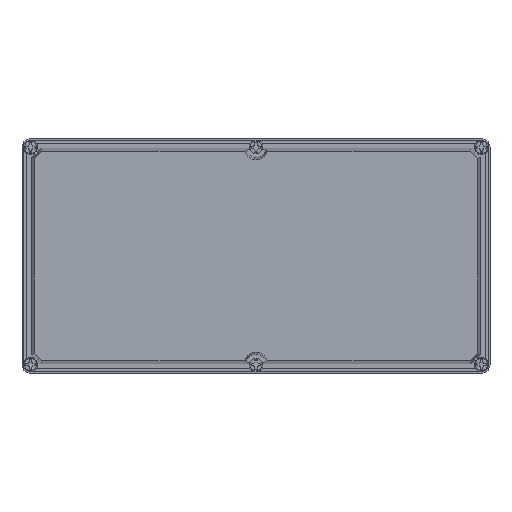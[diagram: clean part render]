
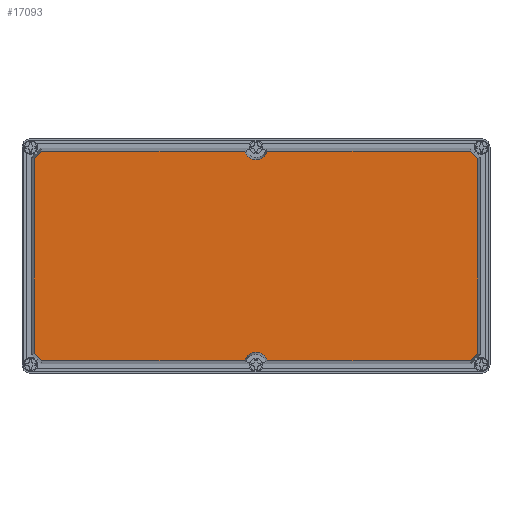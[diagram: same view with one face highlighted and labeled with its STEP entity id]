
A CAD part, top view. The second image highlights one B-rep face of the part: STEP entity #17093.
In plain terms, the highlighted planar face has unit normal (0, 0, 1).
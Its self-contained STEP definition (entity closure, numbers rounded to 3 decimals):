
#15771=AXIS2_PLACEMENT_3D('Circle Axis2P3D',#15769,#15770,$) ;
#17016=AXIS2_PLACEMENT_3D('Plane Axis2P3D',#17013,#17014,#17015) ;
#17020=AXIS2_PLACEMENT_3D('Circle Axis2P3D',#17018,#17019,$) ;
#15493=CARTESIAN_POINT('Line Origine',(447.144,286.057,209.)) ;
#15497=CARTESIAN_POINT('Vertex',(577.578,286.057,209.)) ;
#15499=CARTESIAN_POINT('Vertex',(316.71,286.057,209.)) ;
#15731=CARTESIAN_POINT('Vertex',(25.422,286.057,209.)) ;
#15734=CARTESIAN_POINT('Line Origine',(155.856,286.057,209.)) ;
#15738=CARTESIAN_POINT('Vertex',(286.29,286.057,209.)) ;
#15769=CARTESIAN_POINT('Axis2P3D Location',(301.5,291.,209.)) ;
#17013=CARTESIAN_POINT('Axis2P3D Location',(301.5,151.,209.)) ;
#17018=CARTESIAN_POINT('Axis2P3D Location',(301.5,11.,209.)) ;
#17022=CARTESIAN_POINT('Vertex',(316.71,15.943,209.)) ;
#17024=CARTESIAN_POINT('Vertex',(286.29,15.943,209.)) ;
#17027=CARTESIAN_POINT('Line Origine',(447.144,15.943,209.)) ;
#17031=CARTESIAN_POINT('Vertex',(577.578,15.943,209.)) ;
#17034=CARTESIAN_POINT('Line Origine',(582.318,20.682,209.)) ;
#17038=CARTESIAN_POINT('Vertex',(587.057,25.422,209.)) ;
#17041=CARTESIAN_POINT('Line Origine',(587.057,151.,209.)) ;
#17045=CARTESIAN_POINT('Vertex',(587.057,276.578,209.)) ;
#17048=CARTESIAN_POINT('Line Origine',(582.318,281.318,209.)) ;
#17053=CARTESIAN_POINT('Line Origine',(20.682,281.318,209.)) ;
#17057=CARTESIAN_POINT('Vertex',(15.943,276.578,209.)) ;
#17060=CARTESIAN_POINT('Line Origine',(15.943,151.,209.)) ;
#17064=CARTESIAN_POINT('Vertex',(15.943,25.422,209.)) ;
#17067=CARTESIAN_POINT('Line Origine',(20.682,20.682,209.)) ;
#17071=CARTESIAN_POINT('Vertex',(25.422,15.943,209.)) ;
#17074=CARTESIAN_POINT('Line Origine',(155.856,15.943,209.)) ;
#15494=DIRECTION('Vector Direction',(-1.,0.,0.)) ;
#15735=DIRECTION('Vector Direction',(-1.,0.,0.)) ;
#15770=DIRECTION('Axis2P3D Direction',(0.,0.,1.)) ;
#17014=DIRECTION('Axis2P3D Direction',(0.,0.,1.)) ;
#17015=DIRECTION('Axis2P3D XDirection',(1.,0.,0.)) ;
#17019=DIRECTION('Axis2P3D Direction',(0.,0.,1.)) ;
#17028=DIRECTION('Vector Direction',(1.,0.,0.)) ;
#17035=DIRECTION('Vector Direction',(0.707,0.707,0.)) ;
#17042=DIRECTION('Vector Direction',(0.,1.,0.)) ;
#17049=DIRECTION('Vector Direction',(-0.707,0.707,0.)) ;
#17054=DIRECTION('Vector Direction',(-0.707,-0.707,0.)) ;
#17061=DIRECTION('Vector Direction',(0.,-1.,0.)) ;
#17068=DIRECTION('Vector Direction',(0.707,-0.707,0.)) ;
#17075=DIRECTION('Vector Direction',(1.,0.,0.)) ;
#15495=VECTOR('Line Direction',#15494,1.) ;
#15736=VECTOR('Line Direction',#15735,1.) ;
#17029=VECTOR('Line Direction',#17028,1.) ;
#17036=VECTOR('Line Direction',#17035,1.) ;
#17043=VECTOR('Line Direction',#17042,1.) ;
#17050=VECTOR('Line Direction',#17049,1.) ;
#17055=VECTOR('Line Direction',#17054,1.) ;
#17062=VECTOR('Line Direction',#17061,1.) ;
#17069=VECTOR('Line Direction',#17068,1.) ;
#17076=VECTOR('Line Direction',#17075,1.) ;
#17080=ORIENTED_EDGE('',*,*,#17026,.F.) ;
#17081=ORIENTED_EDGE('',*,*,#17033,.T.) ;
#17082=ORIENTED_EDGE('',*,*,#17040,.T.) ;
#17083=ORIENTED_EDGE('',*,*,#17047,.T.) ;
#17084=ORIENTED_EDGE('',*,*,#17052,.T.) ;
#17085=ORIENTED_EDGE('',*,*,#15501,.T.) ;
#17086=ORIENTED_EDGE('',*,*,#15773,.F.) ;
#17087=ORIENTED_EDGE('',*,*,#15740,.T.) ;
#17088=ORIENTED_EDGE('',*,*,#17059,.T.) ;
#17089=ORIENTED_EDGE('',*,*,#17066,.T.) ;
#17090=ORIENTED_EDGE('',*,*,#17073,.T.) ;
#17091=ORIENTED_EDGE('',*,*,#17078,.T.) ;
#17093=ADVANCED_FACE('Deckel',(#17092),#17017,.T.) ;
#15772=CIRCLE('generated circle',#15771,15.993) ;
#17021=CIRCLE('generated circle',#17020,15.993) ;
#15501=EDGE_CURVE('',#15498,#15500,#15496,.T.) ;
#15740=EDGE_CURVE('',#15739,#15732,#15737,.T.) ;
#15773=EDGE_CURVE('',#15739,#15500,#15772,.T.) ;
#17026=EDGE_CURVE('',#17023,#17025,#17021,.T.) ;
#17033=EDGE_CURVE('',#17023,#17032,#17030,.T.) ;
#17040=EDGE_CURVE('',#17032,#17039,#17037,.T.) ;
#17047=EDGE_CURVE('',#17039,#17046,#17044,.T.) ;
#17052=EDGE_CURVE('',#17046,#15498,#17051,.T.) ;
#17059=EDGE_CURVE('',#15732,#17058,#17056,.T.) ;
#17066=EDGE_CURVE('',#17058,#17065,#17063,.T.) ;
#17073=EDGE_CURVE('',#17065,#17072,#17070,.T.) ;
#17078=EDGE_CURVE('',#17072,#17025,#17077,.T.) ;
#17079=EDGE_LOOP('',(#17080,#17081,#17082,#17083,#17084,#17085,#17086,#17087,#17088,#17089,#17090,#17091)) ;
#17092=FACE_OUTER_BOUND('',#17079,.T.) ;
#15496=LINE('Line',#15493,#15495) ;
#15737=LINE('Line',#15734,#15736) ;
#17030=LINE('Line',#17027,#17029) ;
#17037=LINE('Line',#17034,#17036) ;
#17044=LINE('Line',#17041,#17043) ;
#17051=LINE('Line',#17048,#17050) ;
#17056=LINE('Line',#17053,#17055) ;
#17063=LINE('Line',#17060,#17062) ;
#17070=LINE('Line',#17067,#17069) ;
#17077=LINE('Line',#17074,#17076) ;
#17017=PLANE('',#17016) ;
#15498=VERTEX_POINT('',#15497) ;
#15500=VERTEX_POINT('',#15499) ;
#15732=VERTEX_POINT('',#15731) ;
#15739=VERTEX_POINT('',#15738) ;
#17023=VERTEX_POINT('',#17022) ;
#17025=VERTEX_POINT('',#17024) ;
#17032=VERTEX_POINT('',#17031) ;
#17039=VERTEX_POINT('',#17038) ;
#17046=VERTEX_POINT('',#17045) ;
#17058=VERTEX_POINT('',#17057) ;
#17065=VERTEX_POINT('',#17064) ;
#17072=VERTEX_POINT('',#17071) ;
